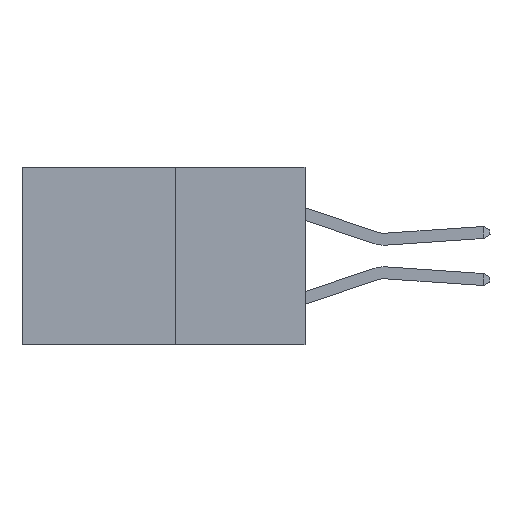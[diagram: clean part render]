
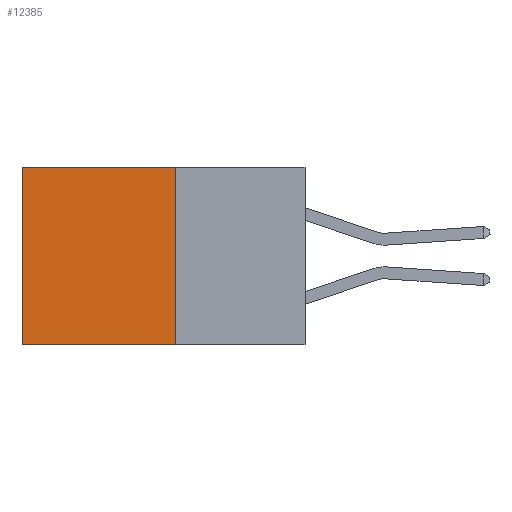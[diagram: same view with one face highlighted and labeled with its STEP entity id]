
A CAD part, left-side view. The second image highlights one B-rep face of the part: STEP entity #12385.
In plain terms, the highlighted planar face has unit normal (-1, 0, 0).
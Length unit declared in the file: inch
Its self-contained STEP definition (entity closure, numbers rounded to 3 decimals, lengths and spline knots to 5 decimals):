
#728 = DIRECTION ( 'NONE',  ( 0., 0., -1. ) ) ;
#981 = VECTOR ( 'NONE', #5263, 39.37008 ) ;
#1166 = CARTESIAN_POINT ( 'NONE',  ( 0.277, 0.27, -0.37 ) ) ;
#1819 = EDGE_CURVE ( 'NONE', #10571, #7667, #6544, .T. ) ;
#2708 = LINE ( 'NONE', #7532, #5997 ) ;
#2847 = EDGE_CURVE ( 'NONE', #7667, #7482, #2708, .T. ) ;
#2861 = CARTESIAN_POINT ( 'NONE',  ( 0.277, 0.59, 0. ) ) ;
#4071 = ORIENTED_EDGE ( 'NONE', *, *, #2847, .T. ) ;
#4348 = ORIENTED_EDGE ( 'NONE', *, *, #1819, .T. ) ;
#4419 = EDGE_CURVE ( 'NONE', #10571, #4545, #9817, .T. ) ;
#4545 = VERTEX_POINT ( 'NONE', #9776 ) ;
#5263 = DIRECTION ( 'NONE',  ( 0., 0., -1. ) ) ;
#5370 = EDGE_LOOP ( 'NONE', ( #4071, #7873, #6990, #4348 ) ) ;
#5997 = VECTOR ( 'NONE', #7556, 39.37008 ) ;
#6486 = PLANE ( 'NONE',  #9291 ) ;
#6544 = LINE ( 'NONE', #12722, #9345 ) ;
#6990 = ORIENTED_EDGE ( 'NONE', *, *, #4419, .F. ) ;
#7482 = VERTEX_POINT ( 'NONE', #9564 ) ;
#7532 = CARTESIAN_POINT ( 'NONE',  ( 0.277, 0.59, -0.37 ) ) ;
#7556 = DIRECTION ( 'NONE',  ( 0., 0., -1. ) ) ;
#7571 = DIRECTION ( 'NONE',  ( 1., 0., 0. ) ) ;
#7667 = VERTEX_POINT ( 'NONE', #2861 ) ;
#7759 = VECTOR ( 'NONE', #14039, 39.37008 ) ;
#7873 = ORIENTED_EDGE ( 'NONE', *, *, #11116, .F. ) ;
#8205 = CARTESIAN_POINT ( 'NONE',  ( 0.277, 0.27, 0. ) ) ;
#8854 = CARTESIAN_POINT ( 'NONE',  ( 0.277, 0.27, -0.37 ) ) ;
#9291 = AXIS2_PLACEMENT_3D ( 'NONE', #13759, #7571, #728 ) ;
#9345 = VECTOR ( 'NONE', #14089, 39.37008 ) ;
#9564 = CARTESIAN_POINT ( 'NONE',  ( 0.277, 0.59, -0.37 ) ) ;
#9776 = CARTESIAN_POINT ( 'NONE',  ( 0.277, 0.27, -0.37 ) ) ;
#9817 = LINE ( 'NONE', #1166, #981 ) ;
#10571 = VERTEX_POINT ( 'NONE', #8205 ) ;
#11116 = EDGE_CURVE ( 'NONE', #4545, #7482, #12637, .T. ) ;
#12385 = ADVANCED_FACE ( 'NONE', ( #14083 ), #6486, .F. ) ;
#12637 = LINE ( 'NONE', #8854, #7759 ) ;
#12722 = CARTESIAN_POINT ( 'NONE',  ( 0.277, 0.27, 0. ) ) ;
#13759 = CARTESIAN_POINT ( 'NONE',  ( 0.277, 0.27, -0.37 ) ) ;
#14039 = DIRECTION ( 'NONE',  ( 0., 1., 0. ) ) ;
#14083 = FACE_OUTER_BOUND ( 'NONE', #5370, .T. ) ;
#14089 = DIRECTION ( 'NONE',  ( 0., 1., 0. ) ) ;
